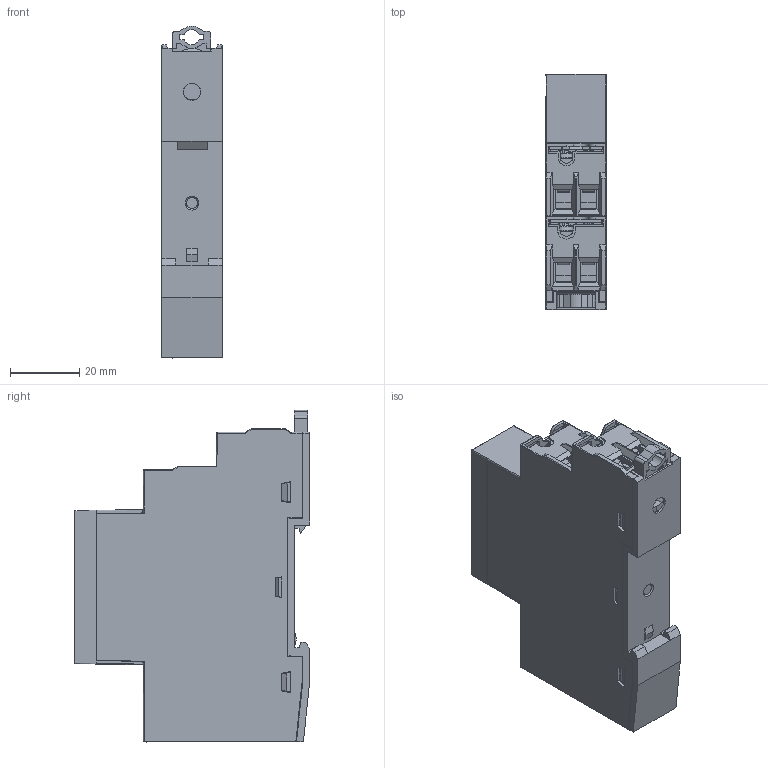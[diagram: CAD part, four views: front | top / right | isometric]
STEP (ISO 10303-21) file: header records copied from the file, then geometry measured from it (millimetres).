
FILE_DESCRIPTION((''),'2;1');
FILE_NAME('1MEM40-BPO_ASM','2024-05-10T11:57:58',('klemen.sitar'),('Audax d.o.o.'),'CREO PARAMETRIC BY PTC INC, 2021304','CREO PARAMETRIC BY PTC INC, 2021304','');
FILE_SCHEMA(('AP242_MANAGED_MODEL_BASED_3D_ENGINEERING_MIM_LF { 1 0 10303 442 1 1 4 }'));
Products named in the file (17): 022602044_DNO_IE_1M_1_1; 022602036_OHISJE_IE_1M_3P_1_1; 022602034_POKROV_IE_1M_1_1; 022602048_ZASKOCKA_IE_1_1; 022602049_OKENCE_IE_V2_1_1; 022602102_SCREW_M3_5X8_7_V2_1; SPLIT1_3__1; SPLIT1_1__1; BODY-MOVE_COPY1_1; 022602101_PRESS_WIRE_40A_V2_ASM_ASM; 022602100_CAGE_40A_1; 022602099_CAGE_CLAMP_V2_ASM_1_ASM; 022602046_CAGE_CLAMP_CASING_IE_; 022602235_CAGE_CLAMP_ASSEMBLY_1_ASM; 022602235_SESTAV_SPONK_1M_ASM_1_ASM; PRT0002; 1MEM40-BPO_ASM
Assembly tree (22 placements, depth 6):
  1MEM40-BPO_ASM
    022602044_DNO_IE_1M_1_1
    022602036_OHISJE_IE_1M_3P_1_1
    022602034_POKROV_IE_1M_1_1
    022602048_ZASKOCKA_IE_1_1
    022602049_OKENCE_IE_V2_1_1
    022602235_SESTAV_SPONK_1M_ASM_1_ASM
      022602235_CAGE_CLAMP_ASSEMBLY_1_ASM
        022602099_CAGE_CLAMP_V2_ASM_1_ASM  x4
          022602102_SCREW_M3_5X8_7_V2_1
          022602101_PRESS_WIRE_40A_V2_ASM_ASM
            SPLIT1_3__1
            SPLIT1_1__1
            BODY-MOVE_COPY1_1
          022602100_CAGE_40A_1
        022602046_CAGE_CLAMP_CASING_IE_
    PRT0002
    022602102_SCREW_M3_5X8_7_V2_1  x3
Bounding box: 17.5 x 68.2 x 96.18 mm (x, y, z)
Volume: 21779.9 mm3; surface area: 46240.7 mm2
Topology: 30 solids, 31 shells, 1647 faces, 4630 edges, 3002 vertices
Faces by surface type: plane 1177, cylinder 255, cone 110, torus 51, sphere 44, bspline 10
Entity records: 66525 total; most frequent: CARTESIAN_POINT 21518, ORIENTED_EDGE 5754, DIRECTION 5341, PRESENTATION_STYLE_ASSIGNMENT 3947, STYLED_ITEM 3947, CURVE_STYLE 2917, EDGE_CURVE 2881, VECTOR 2365
